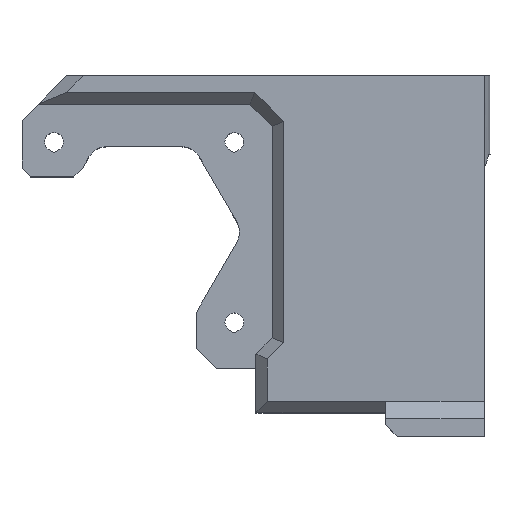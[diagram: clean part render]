
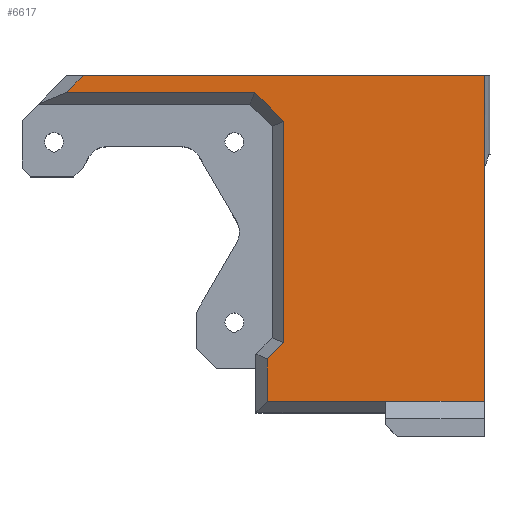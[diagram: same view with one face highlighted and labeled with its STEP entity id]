
A CAD part, top view. The second image highlights one B-rep face of the part: STEP entity #6617.
In plain terms, the highlighted planar face has unit normal (0, 0, 1).
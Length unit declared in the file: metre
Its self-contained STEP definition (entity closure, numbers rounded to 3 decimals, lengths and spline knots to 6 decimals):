
#1602=ORIENTED_EDGE('',*,*,#2804,.T.);
#1603=ORIENTED_EDGE('',*,*,#2805,.T.);
#1604=ORIENTED_EDGE('',*,*,#2094,.F.);
#1605=ORIENTED_EDGE('',*,*,#2682,.F.);
#1606=ORIENTED_EDGE('',*,*,#2741,.T.);
#1607=ORIENTED_EDGE('',*,*,#2738,.T.);
#1608=ORIENTED_EDGE('',*,*,#2735,.T.);
#1609=ORIENTED_EDGE('',*,*,#2733,.T.);
#1610=ORIENTED_EDGE('',*,*,#2731,.T.);
#1611=ORIENTED_EDGE('',*,*,#2803,.T.);
#2094=EDGE_CURVE('',#3030,#3031,#3645,.T.);
#2682=EDGE_CURVE('',#3428,#3030,#4114,.T.);
#2731=EDGE_CURVE('',#3464,#3463,#4158,.T.);
#2733=EDGE_CURVE('',#3465,#3464,#4160,.T.);
#2735=EDGE_CURVE('',#3466,#3465,#4162,.T.);
#2738=EDGE_CURVE('',#3467,#3466,#4165,.T.);
#2741=EDGE_CURVE('',#3428,#3467,#4168,.T.);
#2803=EDGE_CURVE('',#3463,#3497,#4225,.T.);
#2804=EDGE_CURVE('',#3497,#3498,#4226,.T.);
#2805=EDGE_CURVE('',#3498,#3031,#4227,.T.);
#3030=VERTEX_POINT('',#9007);
#3031=VERTEX_POINT('',#9009);
#3428=VERTEX_POINT('',#10406);
#3463=VERTEX_POINT('',#10502);
#3464=VERTEX_POINT('',#10504);
#3465=VERTEX_POINT('',#10508);
#3466=VERTEX_POINT('',#10512);
#3467=VERTEX_POINT('',#10516);
#3497=VERTEX_POINT('',#10647);
#3498=VERTEX_POINT('',#10651);
#3645=LINE('',#9008,#4442);
#4114=LINE('',#10407,#4911);
#4158=LINE('',#10503,#4955);
#4160=LINE('',#10507,#4957);
#4162=LINE('',#10511,#4959);
#4165=LINE('',#10517,#4962);
#4168=LINE('',#10522,#4965);
#4225=LINE('',#10648,#5022);
#4226=LINE('',#10650,#5023);
#4227=LINE('',#10652,#5024);
#4442=VECTOR('',#7249,1.);
#4911=VECTOR('',#8312,1.);
#4955=VECTOR('',#8390,1.);
#4957=VECTOR('',#8394,1.);
#4959=VECTOR('',#8398,1.);
#4962=VECTOR('',#8403,1.);
#4965=VECTOR('',#8410,1.);
#5022=VECTOR('',#8529,1.);
#5023=VECTOR('',#8532,1.);
#5024=VECTOR('',#8533,1.);
#5517=EDGE_LOOP('',(#1602,#1603,#1604,#1605,#1606,#1607,#1608,#1609,#1610,
#1611));
#5924=FACE_BOUND('',#5517,.T.);
#6255=PLANE('',#7112);
#6617=ADVANCED_FACE('',(#5924),#6255,.F.);
#7112=AXIS2_PLACEMENT_3D('',#10649,#8530,#8531);
#7249=DIRECTION('',(0.,-1.,0.));
#8312=DIRECTION('',(1.,0.,0.));
#8390=DIRECTION('',(-0.707,-0.707,0.));
#8394=DIRECTION('',(0.,-1.,0.));
#8398=DIRECTION('',(0.707,-0.707,0.));
#8403=DIRECTION('',(1.,0.,0.));
#8410=DIRECTION('',(-0.707,-0.707,0.));
#8529=DIRECTION('',(0.,-1.,0.));
#8530=DIRECTION('',(0.,0.,-1.));
#8531=DIRECTION('',(1.,0.,0.));
#8532=DIRECTION('',(1.,0.,0.));
#8533=DIRECTION('',(1.,0.,0.));
#9007=CARTESIAN_POINT('',(0.081135,0.22691,0.36629));
#9008=CARTESIAN_POINT('',(0.081135,0.22691,0.36629));
#9009=CARTESIAN_POINT('',(0.081135,0.17091,0.36629));
#10406=CARTESIAN_POINT('',(0.012171,0.22691,0.36629));
#10407=CARTESIAN_POINT('',(0.041845,0.22691,0.36629));
#10502=CARTESIAN_POINT('',(0.043845,0.178199,0.36629));
#10503=CARTESIAN_POINT('',(0.05523,0.189584,0.36629));
#10504=CARTESIAN_POINT('',(0.046635,0.180989,0.36629));
#10507=CARTESIAN_POINT('',(0.046635,0.204364,0.36629));
#10508=CARTESIAN_POINT('',(0.046635,0.219031,0.36629));
#10511=CARTESIAN_POINT('',(0.041271,0.224395,0.36629));
#10512=CARTESIAN_POINT('',(0.041656,0.22401,0.36629));
#10516=CARTESIAN_POINT('',(0.009271,0.22401,0.36629));
#10517=CARTESIAN_POINT('',(0.023144,0.22401,0.36629));
#10522=CARTESIAN_POINT('',(0.018882,0.233621,0.36629));
#10647=CARTESIAN_POINT('',(0.043845,0.17091,0.36629));
#10648=CARTESIAN_POINT('',(0.043845,0.22691,0.36629));
#10649=CARTESIAN_POINT('',(0.041845,0.22691,0.36629));
#10650=CARTESIAN_POINT('',(0.051668,0.17091,0.36629));
#10651=CARTESIAN_POINT('',(0.064135,0.17091,0.36629));
#10652=CARTESIAN_POINT('',(0.051668,0.17091,0.36629));
